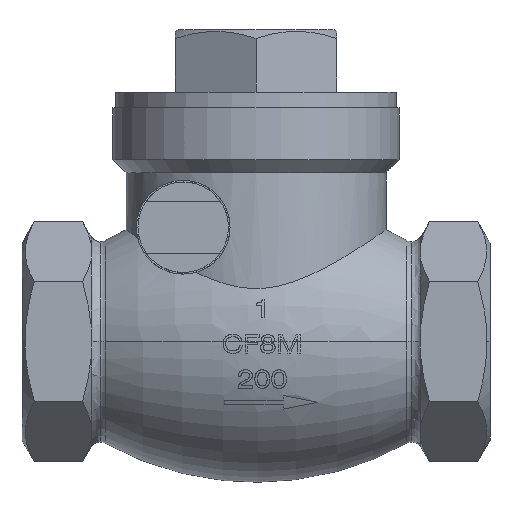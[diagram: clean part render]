
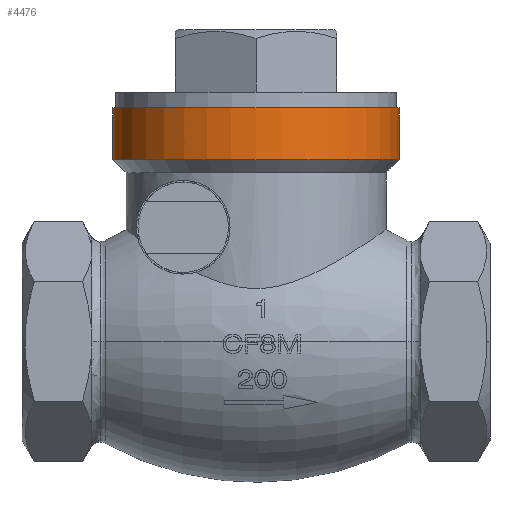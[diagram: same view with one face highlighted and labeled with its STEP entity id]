
A CAD part, top view. The second image highlights one B-rep face of the part: STEP entity #4476.
In plain terms, the highlighted cylindrical face has radius 27.5 mm (diameter 55 mm), a partial arc.
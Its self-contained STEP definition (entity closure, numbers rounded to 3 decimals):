
#745 = CARTESIAN_POINT ( 'NONE',  ( 0., 45., 0. ) ) ;
#746 = DIRECTION ( 'NONE',  ( 0., -1., 0. ) ) ;
#747 = DIRECTION ( 'NONE',  ( 1., 0., 0. ) ) ;
#779 = CARTESIAN_POINT ( 'NONE',  ( 27.5, 0., 0. ) ) ;
#780 = DIRECTION ( 'NONE',  ( 0., -1., 0. ) ) ;
#859 = CARTESIAN_POINT ( 'NONE',  ( -27.5, 0., 0. ) ) ;
#860 = DIRECTION ( 'NONE',  ( 0., -1., 0. ) ) ;
#949 = CARTESIAN_POINT ( 'NONE',  ( 0., 35., 0. ) ) ;
#954 = DIRECTION ( 'NONE',  ( 0., -1., 0. ) ) ;
#955 = DIRECTION ( 'NONE',  ( 1., 0., 0. ) ) ;
#1460 = CIRCLE ( 'NONE', #10127, 27.5 ) ;
#1462 = LINE ( 'NONE', #859, #1474 ) ;
#1464 = LINE ( 'NONE', #779, #1465 ) ;
#1465 = VECTOR ( 'NONE', #780, 1000. ) ;
#1474 = VECTOR ( 'NONE', #860, 1000. ) ;
#1499 = CIRCLE ( 'NONE', #10138, 27.5 ) ;
#3758 = CARTESIAN_POINT ( 'NONE',  ( -27.5, 35., 0. ) ) ;
#3819 = CARTESIAN_POINT ( 'NONE',  ( 27.5, 35., 0. ) ) ;
#3835 = CARTESIAN_POINT ( 'NONE',  ( 27.5, 45., 0. ) ) ;
#3858 = CARTESIAN_POINT ( 'NONE',  ( -27.5, 45., 0. ) ) ;
#4476 = ADVANCED_FACE ( 'NONE', ( #6587 ), #6596, .T. ) ;
#5087 = EDGE_LOOP ( 'NONE', ( #5167, #5168, #5166, #5169 ) ) ;
#5166 = ORIENTED_EDGE ( 'NONE', *, *, #5624, .F. ) ;
#5167 = ORIENTED_EDGE ( 'NONE', *, *, #5587, .T. ) ;
#5168 = ORIENTED_EDGE ( 'NONE', *, *, #5603, .T. ) ;
#5169 = ORIENTED_EDGE ( 'NONE', *, *, #5594, .F. ) ;
#5587 = EDGE_CURVE ( 'NONE', #6918, #6941, #1460, .T. ) ;
#5594 = EDGE_CURVE ( 'NONE', #6918, #6902, #1464, .T. ) ;
#5603 = EDGE_CURVE ( 'NONE', #6941, #6841, #1462, .T. ) ;
#5624 = EDGE_CURVE ( 'NONE', #6902, #6841, #1499, .T. ) ;
#6587 = FACE_OUTER_BOUND ( 'NONE', #5087, .T. ) ;
#6596 = CYLINDRICAL_SURFACE ( 'NONE', #10056, 27.5 ) ;
#6841 = VERTEX_POINT ( 'NONE', #3758 ) ;
#6902 = VERTEX_POINT ( 'NONE', #3819 ) ;
#6918 = VERTEX_POINT ( 'NONE', #3835 ) ;
#6941 = VERTEX_POINT ( 'NONE', #3858 ) ;
#10056 = AXIS2_PLACEMENT_3D ( 'NONE', #11781, #11780, #11776 ) ;
#10127 = AXIS2_PLACEMENT_3D ( 'NONE', #745, #746, #747 ) ;
#10138 = AXIS2_PLACEMENT_3D ( 'NONE', #949, #954, #955 ) ;
#11776 = DIRECTION ( 'NONE',  ( 1., 0., 0. ) ) ;
#11780 = DIRECTION ( 'NONE',  ( 0., -1., 0. ) ) ;
#11781 = CARTESIAN_POINT ( 'NONE',  ( 0., 0., 0. ) ) ;
